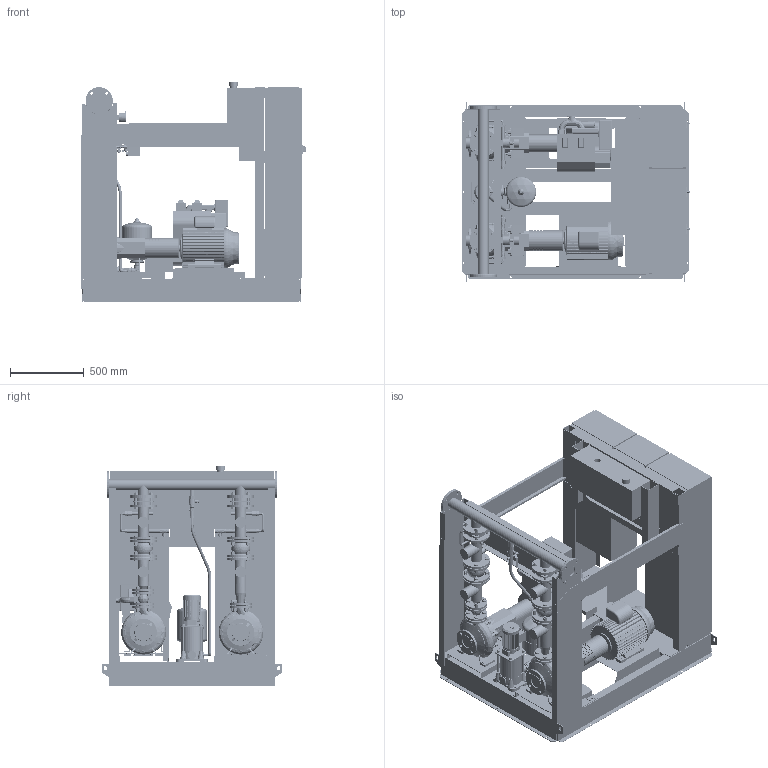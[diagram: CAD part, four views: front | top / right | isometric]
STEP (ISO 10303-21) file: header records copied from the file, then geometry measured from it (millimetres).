
FILE_DESCRIPTION((''),'2;1');
FILE_NAME('3d_Sifire-EN-40_200-180-7.5_10.5_0.55EDJ-4184003.stp','2015-05-26T08:09:51',(''),(''),'Mechanical Desktop 2009','Mechanical Desktop 2009',', , ');
FILE_SCHEMA(('CONFIG_CONTROL_DESIGN'));
Length unit declared in the file: millimetre
Products named in the file (1): Product
Bounding box: 1554.5 x 1230 x 1500 mm (x, y, z)
Volume: 453292051.1 mm3; surface area: 32157705.8 mm2
Topology: 246 solids, 246 shells, 6009 faces, 14427 edges, 9152 vertices
Faces by surface type: plane 2242, bspline 1908, cylinder 1143, cone 528, torus 150, sphere 38
Entity records: 196371 total; most frequent: CARTESIAN_POINT 64650, ORIENTED_EDGE 28790, DIRECTION 24844, EDGE_CURVE 14395, VERTEX_POINT 9151, AXIS2_PLACEMENT_3D 8416, VECTOR 8012, LINE 8012
